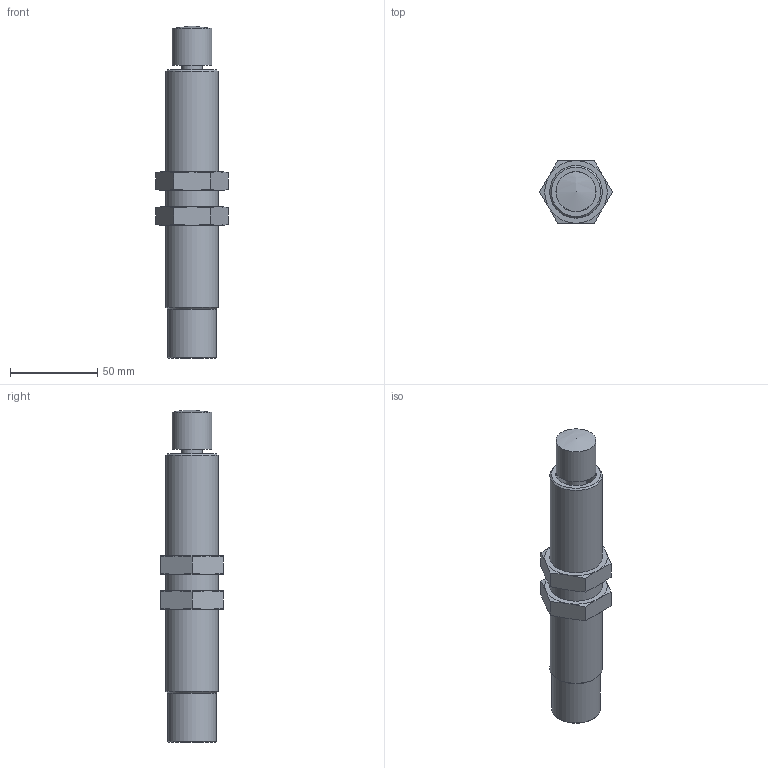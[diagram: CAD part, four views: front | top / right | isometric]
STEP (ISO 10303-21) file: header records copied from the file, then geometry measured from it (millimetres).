
FILE_DESCRIPTION(/* description */ ('STEP AP214'),/* implementation_level */ '2;1');
FILE_NAME(/* name */ '2480234_DYSC-25-25-Y1F',/* time_stamp */ '2024-08-23T15:55:02+02:00',/* author */ ('License CC BY-ND 4.0'),/* organization */ ('CADENAS'),/* preprocessor_version */ 'ST-DEVELOPER v19.3',/* originating_system */ 'PARTsolutions',/* authorisation */ ' ');
FILE_SCHEMA (('AUTOMOTIVE_DESIGN {1 0 10303 214 3 1 1}'));
Length unit declared in the file: millimetre
Products named in the file (3): 2480234 DYSC-25-25-Y1F---(0); 2480234 DYSC-25-25-Y1F---(SD_0); 217689 Flachmutter M30x1.5-10.5-36
Assembly tree (3 placements, depth 2):
  2480234 DYSC-25-25-Y1F---(0)
    2480234 DYSC-25-25-Y1F---(SD_0)
    217689 Flachmutter M30x1.5-10.5-36  x2
Bounding box: 41.57 x 36 x 190 mm (x, y, z)
Volume: 126119.6 mm3; surface area: 27647.8 mm2
Topology: 3 solids, 3 shells, 48 faces, 106 edges, 68 vertices
Faces by surface type: plane 28, cone 12, cylinder 7, sphere 1
Full cylindrical faces by diameter (mm): 12 x1, 22.8 x2, 27.8 x1, 28.376 x2, 30 x1
Entity records: 942 total; most frequent: CARTESIAN_POINT 187, DIRECTION 142, ORIENTED_EDGE 112, AXIS2_PLACEMENT_3D 59, EDGE_CURVE 56, EDGE_LOOP 56, FACE_BOUND 56, VERTEX_POINT 44
